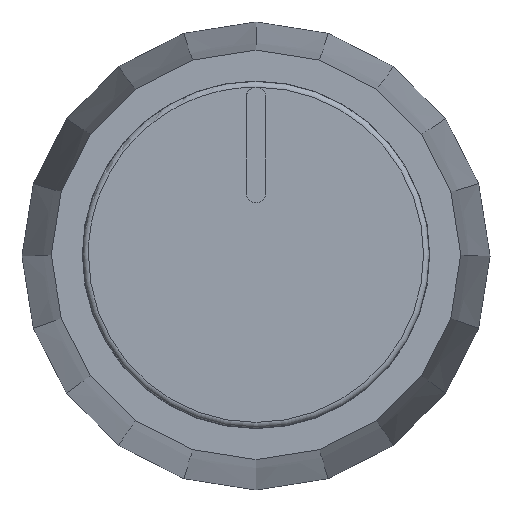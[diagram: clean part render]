
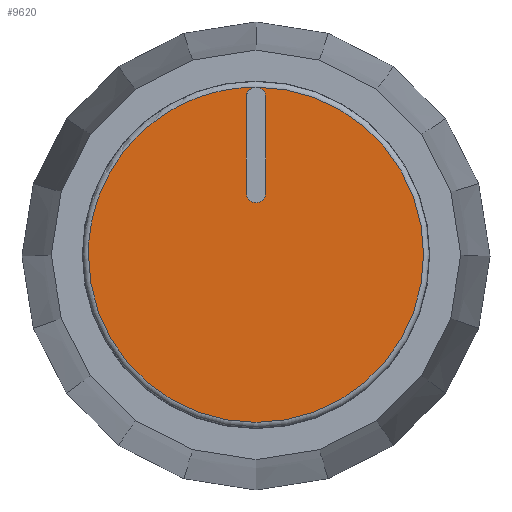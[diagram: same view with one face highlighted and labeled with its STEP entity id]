
A CAD part, top view. The second image highlights one B-rep face of the part: STEP entity #9620.
In plain terms, the highlighted planar face has unit normal (0, 0, 1).
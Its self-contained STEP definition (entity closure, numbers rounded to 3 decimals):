
#9588 = VERTEX_POINT('',#9589);
#9589 = CARTESIAN_POINT('',(-4.351,0.,18.));
#9599 = EDGE_CURVE('',#9588,#9600,#9602,.T.);
#9600 = VERTEX_POINT('',#9601);
#9601 = CARTESIAN_POINT('',(0.,4.351,18.));
#9602 = CIRCLE('',#9603,4.351);
#9603 = AXIS2_PLACEMENT_3D('',#9604,#9605,#9606);
#9604 = CARTESIAN_POINT('',(0.,0.,18.));
#9605 = DIRECTION('',(0.,0.,-1.));
#9606 = DIRECTION('',(-1.,0.,0.));
#9608 = EDGE_CURVE('',#9600,#9588,#9609,.T.);
#9609 = CIRCLE('',#9610,4.351);
#9610 = AXIS2_PLACEMENT_3D('',#9611,#9612,#9613);
#9611 = CARTESIAN_POINT('',(0.,0.,18.));
#9612 = DIRECTION('',(0.,0.,-1.));
#9613 = DIRECTION('',(-1.,0.,0.));
#9620 = ADVANCED_FACE('',(#9621,#9625),#9668,.F.);
#9621 = FACE_BOUND('',#9622,.F.);
#9622 = EDGE_LOOP('',(#9623,#9624));
#9623 = ORIENTED_EDGE('',*,*,#9608,.T.);
#9624 = ORIENTED_EDGE('',*,*,#9599,.T.);
#9625 = FACE_BOUND('',#9626,.F.);
#9626 = EDGE_LOOP('',(#9627,#9636,#9645,#9653,#9662));
#9627 = ORIENTED_EDGE('',*,*,#9628,.T.);
#9628 = EDGE_CURVE('',#9629,#9600,#9631,.T.);
#9629 = VERTEX_POINT('',#9630);
#9630 = CARTESIAN_POINT('',(0.25,4.101,18.));
#9631 = CIRCLE('',#9632,0.25);
#9632 = AXIS2_PLACEMENT_3D('',#9633,#9634,#9635);
#9633 = CARTESIAN_POINT('',(0.,4.101,18.));
#9634 = DIRECTION('',(0.,0.,1.));
#9635 = DIRECTION('',(1.,0.,0.));
#9636 = ORIENTED_EDGE('',*,*,#9637,.T.);
#9637 = EDGE_CURVE('',#9600,#9638,#9640,.T.);
#9638 = VERTEX_POINT('',#9639);
#9639 = CARTESIAN_POINT('',(-0.25,4.101,18.));
#9640 = CIRCLE('',#9641,0.25);
#9641 = AXIS2_PLACEMENT_3D('',#9642,#9643,#9644);
#9642 = CARTESIAN_POINT('',(0.,4.101,18.));
#9643 = DIRECTION('',(0.,0.,1.));
#9644 = DIRECTION('',(1.,0.,0.));
#9645 = ORIENTED_EDGE('',*,*,#9646,.T.);
#9646 = EDGE_CURVE('',#9638,#9647,#9649,.T.);
#9647 = VERTEX_POINT('',#9648);
#9648 = CARTESIAN_POINT('',(-0.25,1.601,18.));
#9649 = LINE('',#9650,#9651);
#9650 = CARTESIAN_POINT('',(-0.25,4.101,18.));
#9651 = VECTOR('',#9652,1.);
#9652 = DIRECTION('',(0.,-1.,0.));
#9653 = ORIENTED_EDGE('',*,*,#9654,.T.);
#9654 = EDGE_CURVE('',#9647,#9655,#9657,.T.);
#9655 = VERTEX_POINT('',#9656);
#9656 = CARTESIAN_POINT('',(0.25,1.601,18.));
#9657 = CIRCLE('',#9658,0.25);
#9658 = AXIS2_PLACEMENT_3D('',#9659,#9660,#9661);
#9659 = CARTESIAN_POINT('',(0.,1.601,18.));
#9660 = DIRECTION('',(0.,0.,1.));
#9661 = DIRECTION('',(1.,0.,0.));
#9662 = ORIENTED_EDGE('',*,*,#9663,.F.);
#9663 = EDGE_CURVE('',#9629,#9655,#9664,.T.);
#9664 = LINE('',#9665,#9666);
#9665 = CARTESIAN_POINT('',(0.25,4.101,18.));
#9666 = VECTOR('',#9667,1.);
#9667 = DIRECTION('',(0.,-1.,0.));
#9668 = PLANE('',#9669);
#9669 = AXIS2_PLACEMENT_3D('',#9670,#9671,#9672);
#9670 = CARTESIAN_POINT('',(0.,0.,18.));
#9671 = DIRECTION('',(0.,0.,-1.));
#9672 = DIRECTION('',(-1.,0.,0.));
